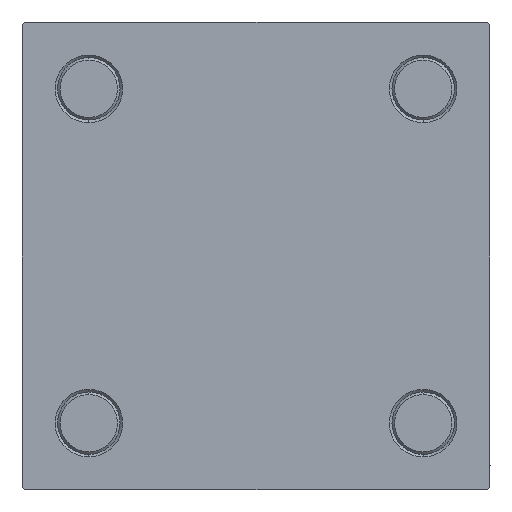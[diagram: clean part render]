
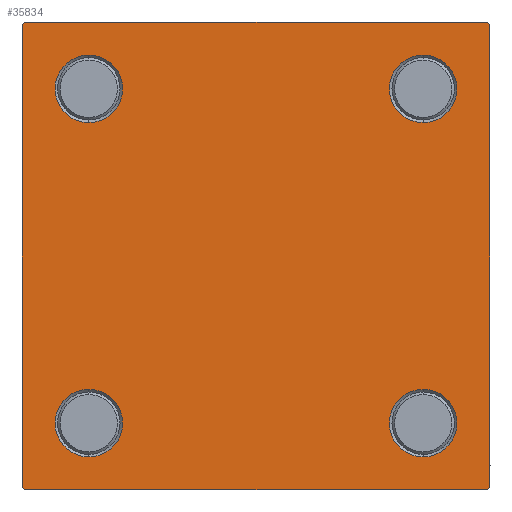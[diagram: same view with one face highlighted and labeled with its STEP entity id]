
A CAD part, left-side view. The second image highlights one B-rep face of the part: STEP entity #35834.
In plain terms, the highlighted planar face has unit normal (-1, 0, 0).
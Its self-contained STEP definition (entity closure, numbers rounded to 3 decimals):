
#479 = CARTESIAN_POINT ( 'NONE',  ( 0., 0., 0. ) ) ;
#567 = EDGE_LOOP ( 'NONE', ( #20974, #31637 ) ) ;
#1259 = VECTOR ( 'NONE', #32190, 1000. ) ;
#1289 = ORIENTED_EDGE ( 'NONE', *, *, #4131, .F. ) ;
#1449 = ORIENTED_EDGE ( 'NONE', *, *, #25951, .T. ) ;
#1881 = EDGE_CURVE ( 'NONE', #2188, #40424, #40128, .T. ) ;
#2188 = VERTEX_POINT ( 'NONE', #48804 ) ;
#2290 = ORIENTED_EDGE ( 'NONE', *, *, #21014, .T. ) ;
#2513 = CIRCLE ( 'NONE', #41892, 6.5 ) ;
#2564 = CARTESIAN_POINT ( 'NONE',  ( 0., -45., -44.5 ) ) ;
#3105 = VERTEX_POINT ( 'NONE', #29959 ) ;
#3845 = EDGE_CURVE ( 'NONE', #17241, #40306, #15732, .T. ) ;
#4131 = EDGE_CURVE ( 'NONE', #10701, #5326, #44764, .T. ) ;
#4430 = EDGE_CURVE ( 'NONE', #20071, #40424, #25765, .T. ) ;
#4508 = VECTOR ( 'NONE', #20969, 1000. ) ;
#4747 = LINE ( 'NONE', #19850, #48009 ) ;
#4757 = FACE_BOUND ( 'NONE', #14173, .T. ) ;
#5326 = VERTEX_POINT ( 'NONE', #46214 ) ;
#6004 = CARTESIAN_POINT ( 'NONE',  ( 0., 45., 45. ) ) ;
#6015 = DIRECTION ( 'NONE',  ( 1., 0., 0. ) ) ;
#6096 = CARTESIAN_POINT ( 'NONE',  ( 0., 32.15, 38.65 ) ) ;
#6138 = CARTESIAN_POINT ( 'NONE',  ( 0., -45., 45. ) ) ;
#6518 = CARTESIAN_POINT ( 'NONE',  ( 0., 32.15, -32.15 ) ) ;
#6534 = EDGE_LOOP ( 'NONE', ( #43998, #1449, #33178, #28012, #10908, #29110, #1289, #2290 ) ) ;
#6997 = ORIENTED_EDGE ( 'NONE', *, *, #43320, .T. ) ;
#7100 = CIRCLE ( 'NONE', #35237, 6.5 ) ;
#7141 = DIRECTION ( 'NONE',  ( 0., 0.707, -0.707 ) ) ;
#7433 = AXIS2_PLACEMENT_3D ( 'NONE', #25687, #14614, #22161 ) ;
#8310 = EDGE_CURVE ( 'NONE', #46647, #3105, #34424, .T. ) ;
#8455 = DIRECTION ( 'NONE',  ( 1., 0., 0. ) ) ;
#8468 = EDGE_CURVE ( 'NONE', #12055, #11658, #39197, .T. ) ;
#8647 = DIRECTION ( 'NONE',  ( 1., 0., 0. ) ) ;
#8786 = DIRECTION ( 'NONE',  ( -1., 0., 0. ) ) ;
#9507 = ORIENTED_EDGE ( 'NONE', *, *, #41094, .T. ) ;
#9567 = CARTESIAN_POINT ( 'NONE',  ( 0., 45., -45. ) ) ;
#9822 = CARTESIAN_POINT ( 'NONE',  ( 0., 32.15, -25.65 ) ) ;
#10263 = VECTOR ( 'NONE', #29886, 1000. ) ;
#10701 = VERTEX_POINT ( 'NONE', #41446 ) ;
#10820 = DIRECTION ( 'NONE',  ( 1., 0., 0. ) ) ;
#10908 = ORIENTED_EDGE ( 'NONE', *, *, #4430, .F. ) ;
#11184 = EDGE_CURVE ( 'NONE', #39660, #20686, #7100, .T. ) ;
#11658 = VERTEX_POINT ( 'NONE', #9822 ) ;
#11770 = CARTESIAN_POINT ( 'NONE',  ( 0., 32.15, -32.15 ) ) ;
#12055 = VERTEX_POINT ( 'NONE', #40458 ) ;
#12666 = DIRECTION ( 'NONE',  ( 0., 0., 1. ) ) ;
#12939 = LINE ( 'NONE', #27765, #4508 ) ;
#13335 = DIRECTION ( 'NONE',  ( 0., -1., 0. ) ) ;
#13937 = CARTESIAN_POINT ( 'NONE',  ( 0., 44.75, 44.75 ) ) ;
#14081 = LINE ( 'NONE', #9567, #47586 ) ;
#14173 = EDGE_LOOP ( 'NONE', ( #9507, #44418 ) ) ;
#14614 = DIRECTION ( 'NONE',  ( 1., 0., 0. ) ) ;
#15481 = ORIENTED_EDGE ( 'NONE', *, *, #39807, .T. ) ;
#15585 = PLANE ( 'NONE',  #46577 ) ;
#15732 = CIRCLE ( 'NONE', #49513, 6.5 ) ;
#16051 = DIRECTION ( 'NONE',  ( 0., 0., 1. ) ) ;
#17241 = VERTEX_POINT ( 'NONE', #43432 ) ;
#17338 = DIRECTION ( 'NONE',  ( 0., 0., 1. ) ) ;
#17422 = CARTESIAN_POINT ( 'NONE',  ( 0., -32.15, -32.15 ) ) ;
#18862 = EDGE_LOOP ( 'NONE', ( #22836, #15481 ) ) ;
#18868 = DIRECTION ( 'NONE',  ( 0., 0., 1. ) ) ;
#18963 = VECTOR ( 'NONE', #41128, 1000. ) ;
#19745 = VERTEX_POINT ( 'NONE', #25497 ) ;
#19780 = CARTESIAN_POINT ( 'NONE',  ( 0., 32.15, 32.15 ) ) ;
#19850 = CARTESIAN_POINT ( 'NONE',  ( 0., 44.75, -44.75 ) ) ;
#19861 = DIRECTION ( 'NONE',  ( 0., 0., 1. ) ) ;
#20071 = VERTEX_POINT ( 'NONE', #36281 ) ;
#20325 = EDGE_CURVE ( 'NONE', #11658, #12055, #41843, .T. ) ;
#20686 = VERTEX_POINT ( 'NONE', #25074 ) ;
#20957 = DIRECTION ( 'NONE',  ( 1., 0., 0. ) ) ;
#20969 = DIRECTION ( 'NONE',  ( 0., 0.707, 0.707 ) ) ;
#20974 = ORIENTED_EDGE ( 'NONE', *, *, #20325, .T. ) ;
#21014 = EDGE_CURVE ( 'NONE', #10701, #46647, #36849, .T. ) ;
#21024 = CARTESIAN_POINT ( 'NONE',  ( 0., 44.5, -45. ) ) ;
#21883 = VECTOR ( 'NONE', #7141, 1000. ) ;
#22161 = DIRECTION ( 'NONE',  ( 0., 0., 1. ) ) ;
#22254 = EDGE_CURVE ( 'NONE', #20071, #5326, #12939, .T. ) ;
#22836 = ORIENTED_EDGE ( 'NONE', *, *, #47063, .T. ) ;
#23135 = FACE_BOUND ( 'NONE', #48869, .T. ) ;
#23871 = DIRECTION ( 'NONE',  ( 0., -0.707, -0.707 ) ) ;
#24259 = AXIS2_PLACEMENT_3D ( 'NONE', #17422, #20957, #33511 ) ;
#24493 = CARTESIAN_POINT ( 'NONE',  ( 0., -32.15, 32.15 ) ) ;
#24500 = VECTOR ( 'NONE', #32071, 1000. ) ;
#25074 = CARTESIAN_POINT ( 'NONE',  ( 0., -32.15, 25.65 ) ) ;
#25251 = CARTESIAN_POINT ( 'NONE',  ( 0., -44.75, -44.75 ) ) ;
#25497 = CARTESIAN_POINT ( 'NONE',  ( 0., 32.15, 25.65 ) ) ;
#25687 = CARTESIAN_POINT ( 'NONE',  ( 0., 32.15, 32.15 ) ) ;
#25765 = LINE ( 'NONE', #6138, #18963 ) ;
#25951 = EDGE_CURVE ( 'NONE', #3105, #29316, #4747, .T. ) ;
#27765 = CARTESIAN_POINT ( 'NONE',  ( 0., -44.75, 44.75 ) ) ;
#28012 = ORIENTED_EDGE ( 'NONE', *, *, #1881, .T. ) ;
#28855 = VERTEX_POINT ( 'NONE', #6096 ) ;
#29110 = ORIENTED_EDGE ( 'NONE', *, *, #22254, .T. ) ;
#29316 = VERTEX_POINT ( 'NONE', #21024 ) ;
#29627 = CARTESIAN_POINT ( 'NONE',  ( 0., 45., 44.5 ) ) ;
#29886 = DIRECTION ( 'NONE',  ( 0., 0., -1. ) ) ;
#29959 = CARTESIAN_POINT ( 'NONE',  ( 0., 45., -44.5 ) ) ;
#31637 = ORIENTED_EDGE ( 'NONE', *, *, #8468, .T. ) ;
#31665 = FACE_OUTER_BOUND ( 'NONE', #6534, .T. ) ;
#32071 = DIRECTION ( 'NONE',  ( 0., -0.707, 0.707 ) ) ;
#32190 = DIRECTION ( 'NONE',  ( 0., -1., 0. ) ) ;
#33178 = ORIENTED_EDGE ( 'NONE', *, *, #40685, .T. ) ;
#33511 = DIRECTION ( 'NONE',  ( 0., 0., 1. ) ) ;
#34424 = LINE ( 'NONE', #37963, #10263 ) ;
#35201 = FACE_BOUND ( 'NONE', #18862, .T. ) ;
#35237 = AXIS2_PLACEMENT_3D ( 'NONE', #24493, #8647, #39610 ) ;
#35834 = ADVANCED_FACE ( 'NONE', ( #23135, #4757, #43275, #35201, #31665 ), #15585, .T. ) ;
#36281 = CARTESIAN_POINT ( 'NONE',  ( 0., -45., 44.5 ) ) ;
#36314 = CIRCLE ( 'NONE', #24259, 6.5 ) ;
#36849 = LINE ( 'NONE', #13937, #21883 ) ;
#36919 = CARTESIAN_POINT ( 'NONE',  ( 0., -32.15, 38.65 ) ) ;
#37963 = CARTESIAN_POINT ( 'NONE',  ( 0., 45., 45. ) ) ;
#38650 = AXIS2_PLACEMENT_3D ( 'NONE', #6518, #6015, #17338 ) ;
#38714 = DIRECTION ( 'NONE',  ( 1., 0., 0. ) ) ;
#39094 = CARTESIAN_POINT ( 'NONE',  ( 0., -32.15, -25.65 ) ) ;
#39197 = CIRCLE ( 'NONE', #40802, 6.5 ) ;
#39604 = DIRECTION ( 'NONE',  ( 1., 0., 0. ) ) ;
#39610 = DIRECTION ( 'NONE',  ( 0., 0., 1. ) ) ;
#39660 = VERTEX_POINT ( 'NONE', #36919 ) ;
#39807 = EDGE_CURVE ( 'NONE', #19745, #28855, #2513, .T. ) ;
#40128 = LINE ( 'NONE', #25251, #24500 ) ;
#40306 = VERTEX_POINT ( 'NONE', #39094 ) ;
#40424 = VERTEX_POINT ( 'NONE', #2564 ) ;
#40458 = CARTESIAN_POINT ( 'NONE',  ( 0., 32.15, -38.65 ) ) ;
#40685 = EDGE_CURVE ( 'NONE', #29316, #2188, #14081, .T. ) ;
#40802 = AXIS2_PLACEMENT_3D ( 'NONE', #11770, #38714, #16051 ) ;
#41094 = EDGE_CURVE ( 'NONE', #40306, #17241, #36314, .T. ) ;
#41128 = DIRECTION ( 'NONE',  ( 0., 0., -1. ) ) ;
#41446 = CARTESIAN_POINT ( 'NONE',  ( 0., 44.5, 45. ) ) ;
#41843 = CIRCLE ( 'NONE', #38650, 6.5 ) ;
#41892 = AXIS2_PLACEMENT_3D ( 'NONE', #19780, #8455, #45967 ) ;
#42048 = ORIENTED_EDGE ( 'NONE', *, *, #11184, .T. ) ;
#43275 = FACE_BOUND ( 'NONE', #567, .T. ) ;
#43320 = EDGE_CURVE ( 'NONE', #20686, #39660, #45913, .T. ) ;
#43432 = CARTESIAN_POINT ( 'NONE',  ( 0., -32.15, -38.65 ) ) ;
#43527 = AXIS2_PLACEMENT_3D ( 'NONE', #49584, #10820, #18868 ) ;
#43639 = CIRCLE ( 'NONE', #7433, 6.5 ) ;
#43998 = ORIENTED_EDGE ( 'NONE', *, *, #8310, .T. ) ;
#44418 = ORIENTED_EDGE ( 'NONE', *, *, #3845, .T. ) ;
#44764 = LINE ( 'NONE', #6004, #1259 ) ;
#45913 = CIRCLE ( 'NONE', #43527, 6.5 ) ;
#45967 = DIRECTION ( 'NONE',  ( 0., 0., 1. ) ) ;
#46214 = CARTESIAN_POINT ( 'NONE',  ( 0., -44.5, 45. ) ) ;
#46577 = AXIS2_PLACEMENT_3D ( 'NONE', #479, #8786, #19861 ) ;
#46647 = VERTEX_POINT ( 'NONE', #29627 ) ;
#47063 = EDGE_CURVE ( 'NONE', #28855, #19745, #43639, .T. ) ;
#47157 = CARTESIAN_POINT ( 'NONE',  ( 0., -32.15, -32.15 ) ) ;
#47586 = VECTOR ( 'NONE', #13335, 1000. ) ;
#48009 = VECTOR ( 'NONE', #23871, 1000. ) ;
#48804 = CARTESIAN_POINT ( 'NONE',  ( 0., -44.5, -45. ) ) ;
#48869 = EDGE_LOOP ( 'NONE', ( #42048, #6997 ) ) ;
#49513 = AXIS2_PLACEMENT_3D ( 'NONE', #47157, #39604, #12666 ) ;
#49584 = CARTESIAN_POINT ( 'NONE',  ( 0., -32.15, 32.15 ) ) ;
